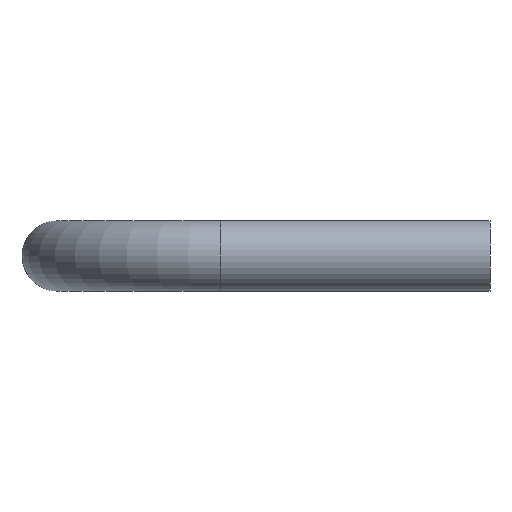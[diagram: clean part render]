
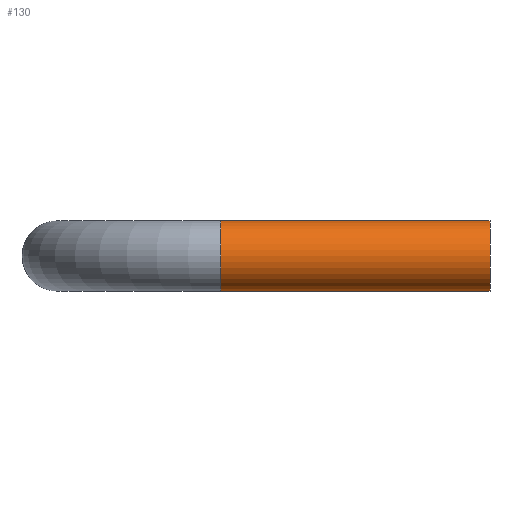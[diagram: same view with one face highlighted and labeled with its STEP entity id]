
A CAD part, left-side view. The second image highlights one B-rep face of the part: STEP entity #130.
In plain terms, the highlighted cylindrical face has radius 1.5 mm (diameter 3 mm), a full revolution.
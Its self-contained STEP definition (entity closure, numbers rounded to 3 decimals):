
#2 = CYLINDRICAL_SURFACE ( 'NONE', #138, 1.5 ) ;
#19 = EDGE_CURVE ( 'NONE', #95, #95, #147, .T. ) ;
#26 = EDGE_LOOP ( 'NONE', ( #119 ) ) ;
#30 = CARTESIAN_POINT ( 'NONE',  ( 0., 11.5, 1.5 ) ) ;
#42 = FACE_OUTER_BOUND ( 'NONE', #26, .T. ) ;
#44 = CARTESIAN_POINT ( 'NONE',  ( 0., 0., 1.5 ) ) ;
#76 = CARTESIAN_POINT ( 'NONE',  ( 0., 11.5, 0. ) ) ;
#78 = AXIS2_PLACEMENT_3D ( 'NONE', #76, #139, #90 ) ;
#81 = DIRECTION ( 'NONE',  ( 0., 0., 1. ) ) ;
#82 = CIRCLE ( 'NONE', #117, 1.5 ) ;
#90 = DIRECTION ( 'NONE',  ( 0., 0., 1. ) ) ;
#95 = VERTEX_POINT ( 'NONE', #30 ) ;
#105 = DIRECTION ( 'NONE',  ( 0., 1., 0. ) ) ;
#106 = CARTESIAN_POINT ( 'NONE',  ( 0., 0., 0. ) ) ;
#117 = AXIS2_PLACEMENT_3D ( 'NONE', #166, #105, #162 ) ;
#119 = ORIENTED_EDGE ( 'NONE', *, *, #19, .F. ) ;
#120 = FACE_OUTER_BOUND ( 'NONE', #126, .T. ) ;
#124 = VERTEX_POINT ( 'NONE', #44 ) ;
#126 = EDGE_LOOP ( 'NONE', ( #156 ) ) ;
#130 = ADVANCED_FACE ( 'NONE', ( #42, #120 ), #2, .T. ) ;
#138 = AXIS2_PLACEMENT_3D ( 'NONE', #106, #152, #81 ) ;
#139 = DIRECTION ( 'NONE',  ( 0., 1., 0. ) ) ;
#147 = CIRCLE ( 'NONE', #78, 1.5 ) ;
#152 = DIRECTION ( 'NONE',  ( 0., 1., 0. ) ) ;
#154 = EDGE_CURVE ( 'NONE', #124, #124, #82, .T. ) ;
#156 = ORIENTED_EDGE ( 'NONE', *, *, #154, .T. ) ;
#162 = DIRECTION ( 'NONE',  ( 0., 0., 1. ) ) ;
#166 = CARTESIAN_POINT ( 'NONE',  ( 0., 0., 0. ) ) ;
